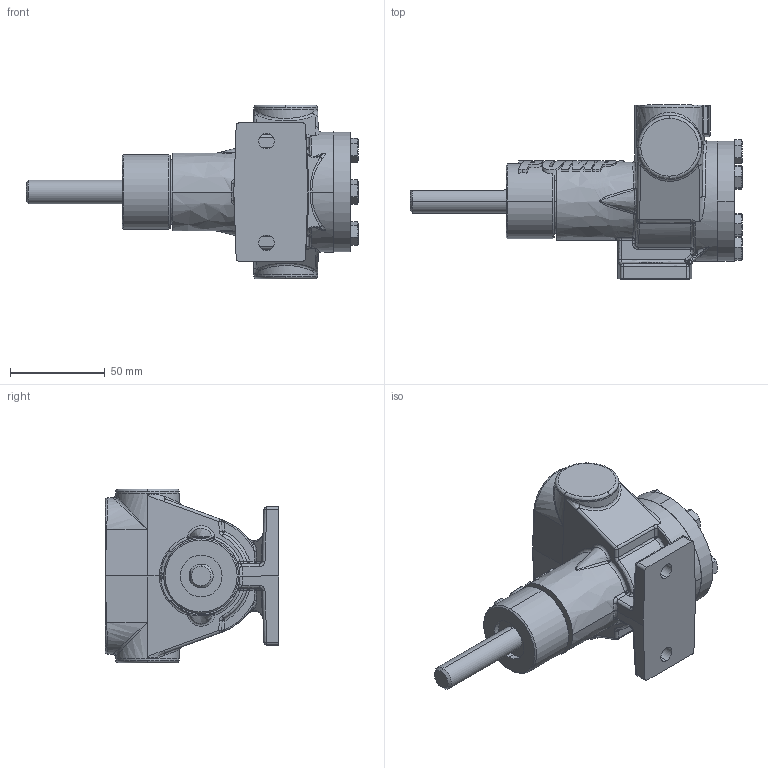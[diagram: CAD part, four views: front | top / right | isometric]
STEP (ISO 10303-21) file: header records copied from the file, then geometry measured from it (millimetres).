
FILE_DESCRIPTION (( 'STEP AP214' ), '1' );
FILE_NAME ('F32.STEP', '2016-12-13T15:59:39', ( '' ), ( '' ), 'SwSTEP 2.0', 'SolidWorks 2016', '' );
FILE_SCHEMA (( 'AUTOMOTIVE_DESIGN' ));
Length unit declared in the file: inch
Products named in the file (2): F32
Bounding box: 175.67 x 91.95 x 92.05 mm (x, y, z)
Volume: 369559.6 mm3; surface area: 45666.7 mm2
Topology: 1 solids, 1 shells, 508 faces, 1203 edges, 708 vertices
Faces by surface type: bspline 227, plane 177, cone 55, cylinder 49
Entity records: 40591 total; most frequent: CARTESIAN_POINT 28366, ORIENTED_EDGE 2374, DIRECTION 1321, EDGE_CURVE 1187, VERTEX_POINT 706, B_SPLINE_CURVE_WITH_KNOTS 557, EDGE_LOOP 533, ADVANCED_FACE 506
